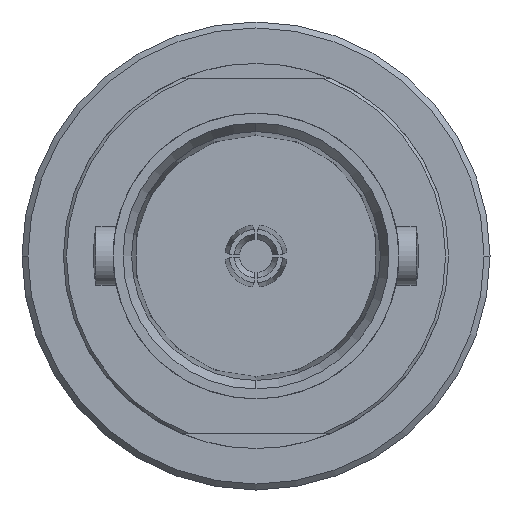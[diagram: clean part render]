
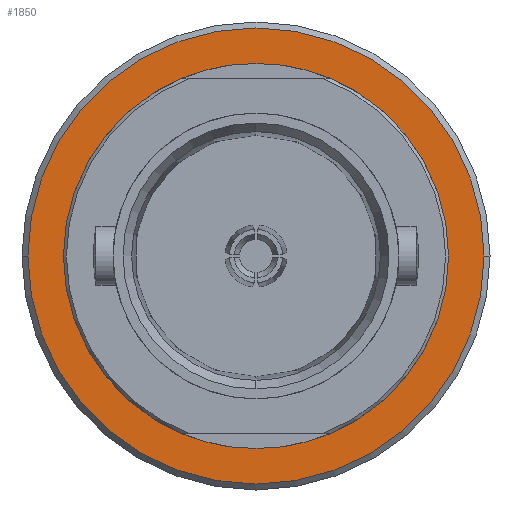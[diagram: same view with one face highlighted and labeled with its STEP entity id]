
A CAD part, left-side view. The second image highlights one B-rep face of the part: STEP entity #1850.
In plain terms, the highlighted planar face has unit normal (-1, 0, 0).
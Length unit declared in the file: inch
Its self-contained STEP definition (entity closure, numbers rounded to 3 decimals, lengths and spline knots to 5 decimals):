
#42 = PLANE ( 'NONE',  #236 ) ;
#73 = VERTEX_POINT ( 'NONE', #2162 ) ;
#74 = ORIENTED_EDGE ( 'NONE', *, *, #610, .F. ) ;
#181 = VERTEX_POINT ( 'NONE', #1406 ) ;
#236 = AXIS2_PLACEMENT_3D ( 'NONE', #2118, #468, #2535 ) ;
#277 = ORIENTED_EDGE ( 'NONE', *, *, #1404, .T. ) ;
#406 = VERTEX_POINT ( 'NONE', #1903 ) ;
#468 = DIRECTION ( 'NONE',  ( -1., 0., 0. ) ) ;
#588 = CIRCLE ( 'NONE', #2595, 0.30315 ) ;
#595 = DIRECTION ( 'NONE',  ( 0., 0., 1. ) ) ;
#610 = EDGE_CURVE ( 'NONE', #1752, #181, #588, .T. ) ;
#645 = FACE_BOUND ( 'NONE', #1696, .T. ) ;
#697 = ORIENTED_EDGE ( 'NONE', *, *, #1250, .T. ) ;
#718 = DIRECTION ( 'NONE',  ( 1., 0., 0. ) ) ;
#962 = CARTESIAN_POINT ( 'NONE',  ( 0.65748, 0., 0. ) ) ;
#1018 = CIRCLE ( 'NONE', #1568, 0.25591 ) ;
#1019 = CIRCLE ( 'NONE', #1528, 0.25591 ) ;
#1074 = FACE_OUTER_BOUND ( 'NONE', #1496, .T. ) ;
#1250 = EDGE_CURVE ( 'NONE', #73, #406, #1018, .T. ) ;
#1321 = CARTESIAN_POINT ( 'NONE',  ( 0.65748, 0., 0. ) ) ;
#1404 = EDGE_CURVE ( 'NONE', #406, #73, #1019, .T. ) ;
#1406 = CARTESIAN_POINT ( 'NONE',  ( 0.65748, -0.30315, 0. ) ) ;
#1496 = EDGE_LOOP ( 'NONE', ( #74, #1861 ) ) ;
#1528 = AXIS2_PLACEMENT_3D ( 'NONE', #962, #1823, #1624 ) ;
#1529 = CIRCLE ( 'NONE', #2261, 0.30315 ) ;
#1550 = CARTESIAN_POINT ( 'NONE',  ( 0.65748, 0., 0. ) ) ;
#1568 = AXIS2_PLACEMENT_3D ( 'NONE', #1846, #1652, #595 ) ;
#1624 = DIRECTION ( 'NONE',  ( 0., 0., 1. ) ) ;
#1652 = DIRECTION ( 'NONE',  ( 1., 0., 0. ) ) ;
#1696 = EDGE_LOOP ( 'NONE', ( #277, #697 ) ) ;
#1724 = DIRECTION ( 'NONE',  ( 0., 0., 1. ) ) ;
#1752 = VERTEX_POINT ( 'NONE', #2654 ) ;
#1772 = DIRECTION ( 'NONE',  ( 1., 0., 0. ) ) ;
#1823 = DIRECTION ( 'NONE',  ( 1., 0., 0. ) ) ;
#1846 = CARTESIAN_POINT ( 'NONE',  ( 0.65748, 0., 0. ) ) ;
#1850 = ADVANCED_FACE ( 'NONE', ( #645, #1074 ), #42, .T. ) ;
#1861 = ORIENTED_EDGE ( 'NONE', *, *, #2034, .F. ) ;
#1903 = CARTESIAN_POINT ( 'NONE',  ( 0.65748, 0., 0.25591 ) ) ;
#2034 = EDGE_CURVE ( 'NONE', #181, #1752, #1529, .T. ) ;
#2118 = CARTESIAN_POINT ( 'NONE',  ( 0.65748, 0., 0. ) ) ;
#2162 = CARTESIAN_POINT ( 'NONE',  ( 0.65748, 0., -0.25591 ) ) ;
#2261 = AXIS2_PLACEMENT_3D ( 'NONE', #1321, #718, #1724 ) ;
#2372 = DIRECTION ( 'NONE',  ( 0., 0., 1. ) ) ;
#2535 = DIRECTION ( 'NONE',  ( 0., 0., 1. ) ) ;
#2595 = AXIS2_PLACEMENT_3D ( 'NONE', #1550, #1772, #2372 ) ;
#2654 = CARTESIAN_POINT ( 'NONE',  ( 0.65748, 0.30315, 0. ) ) ;
